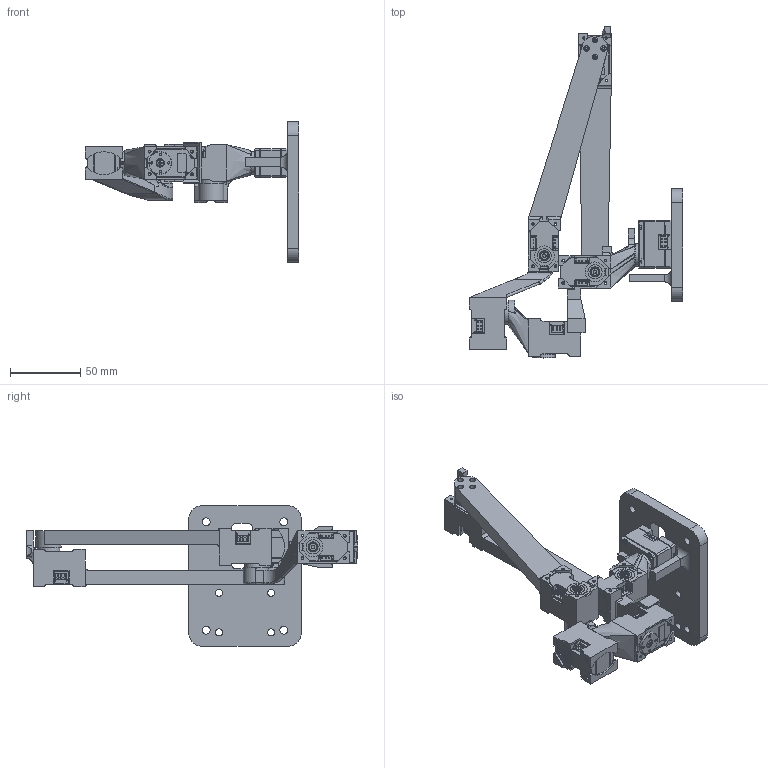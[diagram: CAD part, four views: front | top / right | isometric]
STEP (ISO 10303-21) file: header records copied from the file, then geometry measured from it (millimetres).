
FILE_DESCRIPTION(/* description */ (''),/* implementation_level */ '2;1');
FILE_NAME(/* name */ 'ARX Leader Arm.step',/* time_stamp */ '2025-07-23T14:35:46+02:00',/* author */ (''),/* organization */ (''),/* preprocessor_version */ 'ST-DEVELOPER v20.1',/* originating_system */ 'Autodesk Translation Framework v14.10.0.0',/* authorisation */ '');
FILE_SCHEMA (('AUTOMOTIVE_DESIGN { 1 0 10303 214 3 1 1 }'));
Length unit declared in the file: millimetre
Products named in the file (16): Fundatmental_scetch; DC15_A01_DUMMY_ASSY_IDLE_ASM; DC15_A01_DUMMY_ASSY_IDLE_ASM_1; DC15_A01_DUMMY_ASSY_IDLE_ASM_2; DC15_A01_DUMMY_ASSY_IDLE_ASM_3; DC15_A01_DUMMY_ASSY_IDLE_ASM_4; Leader_Base v5; DC15_A01_DUMMY_ASSY_IDLE_ASM_5; DC15_A01_CASE_M_DUMMY; DC15_A01_CASE_F_DUMMY; DC15_A01_CASE_B_DUMMY; DC15_A01_HORN_DUMMY; DC15_A01_LED_CAP2_DUMMY; BTS2_M2_6X8; PHS_1_7X20_5_DC10; B3B-EH
Assembly tree (79 placements, depth 3):
  Fundatmental_scetch
    DC15_A01_DUMMY_ASSY_IDLE_ASM
      DC15_A01_CASE_M_DUMMY
      DC15_A01_CASE_F_DUMMY
      DC15_A01_CASE_B_DUMMY
      DC15_A01_HORN_DUMMY
      DC15_A01_LED_CAP2_DUMMY
      PHS_1_7X20_5_DC10  x4
      BTS2_M2_6X8
      B3B-EH  x2
    DC15_A01_DUMMY_ASSY_IDLE_ASM_1
      DC15_A01_CASE_M_DUMMY
      DC15_A01_CASE_F_DUMMY
      DC15_A01_CASE_B_DUMMY
      DC15_A01_HORN_DUMMY
      DC15_A01_LED_CAP2_DUMMY
      PHS_1_7X20_5_DC10  x4
      BTS2_M2_6X8
      B3B-EH  x2
    DC15_A01_DUMMY_ASSY_IDLE_ASM_2
      DC15_A01_CASE_M_DUMMY
      DC15_A01_CASE_F_DUMMY
      DC15_A01_CASE_B_DUMMY
      DC15_A01_HORN_DUMMY
      DC15_A01_LED_CAP2_DUMMY
      PHS_1_7X20_5_DC10  x4
      BTS2_M2_6X8
      B3B-EH  x2
    DC15_A01_DUMMY_ASSY_IDLE_ASM_3
      DC15_A01_CASE_M_DUMMY
      DC15_A01_CASE_F_DUMMY
      DC15_A01_CASE_B_DUMMY
      DC15_A01_HORN_DUMMY
      DC15_A01_LED_CAP2_DUMMY
      PHS_1_7X20_5_DC10  x4
      BTS2_M2_6X8
      B3B-EH  x2
    DC15_A01_DUMMY_ASSY_IDLE_ASM_4
      DC15_A01_CASE_M_DUMMY
      DC15_A01_CASE_F_DUMMY
      DC15_A01_CASE_B_DUMMY
      DC15_A01_HORN_DUMMY
      DC15_A01_LED_CAP2_DUMMY
      PHS_1_7X20_5_DC10  x4
      BTS2_M2_6X8
      B3B-EH  x2
    Leader_Base v5
    DC15_A01_DUMMY_ASSY_IDLE_ASM_5
      DC15_A01_CASE_M_DUMMY
      DC15_A01_CASE_F_DUMMY
      DC15_A01_CASE_B_DUMMY
      DC15_A01_HORN_DUMMY
      DC15_A01_LED_CAP2_DUMMY
      PHS_1_7X20_5_DC10  x4
      BTS2_M2_6X8
      B3B-EH  x2
Bounding box: 151.56 x 235.52 x 100 mm (x, y, z)
Volume: 251874.1 mm3; surface area: 135608.7 mm2
Topology: 79 solids, 109 shells, 4174 faces, 10767 edges, 7030 vertices
Faces by surface type: plane 2978, cylinder 923, cone 144, bspline 51, torus 48, sphere 30
Full cylindrical faces by diameter (mm): 1.4 x72, 1.6 x78, 1.7 x24, 1.8 x24, 2 x82, 2.15 x6, 2.2 x32, 2.3 x4, 2.6 x6, 4 x21, 5 x22, 5.2 x6, 5.5 x4, 5.6 x6, 6 x6, 6.7 x6, 7.8 x6, 10 x12, 14 x12, 18 x2
Entity records: 37842 total; most frequent: CARTESIAN_POINT 9017, ORIENTED_EDGE 5864, DIRECTION 5766, EDGE_CURVE 2934, LINE 2056, VECTOR 2056, VERTEX_POINT 1913, AXIS2_PLACEMENT_3D 1855
